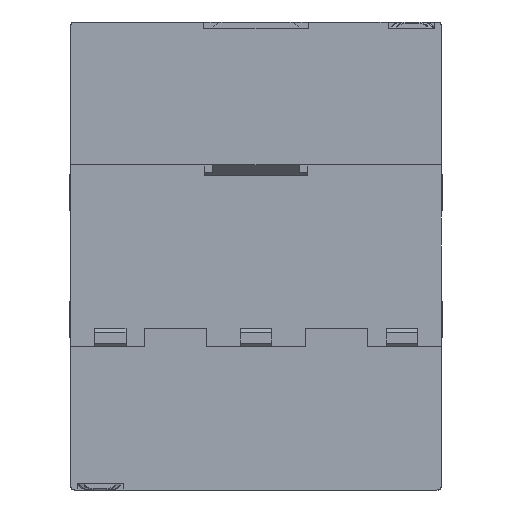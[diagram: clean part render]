
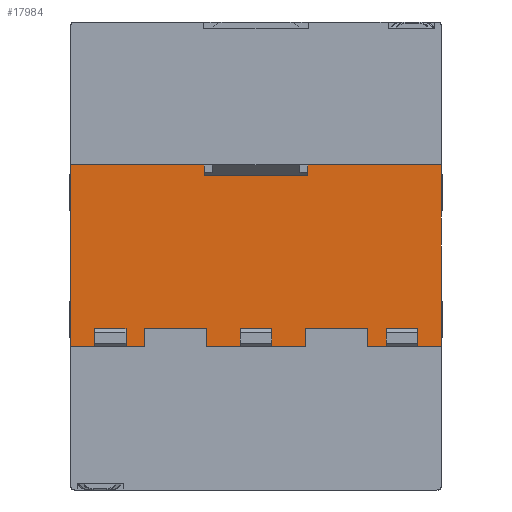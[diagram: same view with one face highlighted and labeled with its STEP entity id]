
A CAD part, front view. The second image highlights one B-rep face of the part: STEP entity #17984.
In plain terms, the highlighted planar face has unit normal (0, -1, 0).
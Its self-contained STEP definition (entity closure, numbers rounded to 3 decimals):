
#1=DIRECTION('',(1.,0.,0.));
#2=VECTOR('',#1,71.2);
#3=CARTESIAN_POINT('',(-35.6,0.,17.5));
#4=LINE('',#3,#2);
#5=DIRECTION('',(-1.,0.,0.));
#6=VECTOR('',#5,4.6);
#7=CARTESIAN_POINT('',(35.6,0.,-17.5));
#8=LINE('',#7,#6);
#9=DIRECTION('',(0.,0.,1.));
#10=VECTOR('',#9,3.5);
#11=CARTESIAN_POINT('',(31.,0.,-17.5));
#12=LINE('',#11,#10);
#13=DIRECTION('',(0.,0.,-1.));
#14=VECTOR('',#13,3.5);
#15=CARTESIAN_POINT('',(25.,0.,-14.));
#16=LINE('',#15,#14);
#17=DIRECTION('',(0.,0.,1.));
#18=VECTOR('',#17,3.5);
#19=CARTESIAN_POINT('',(3.,0.,-17.5));
#20=LINE('',#19,#18);
#21=DIRECTION('',(0.,0.,-1.));
#22=VECTOR('',#21,3.5);
#23=CARTESIAN_POINT('',(-3.,0.,-14.));
#24=LINE('',#23,#22);
#25=DIRECTION('',(0.,0.,1.));
#26=VECTOR('',#25,3.5);
#27=CARTESIAN_POINT('',(-25.,0.,-17.5));
#28=LINE('',#27,#26);
#29=DIRECTION('',(0.,0.,-1.));
#30=VECTOR('',#29,3.5);
#31=CARTESIAN_POINT('',(-31.,0.,-14.));
#32=LINE('',#31,#30);
#33=DIRECTION('',(-1.,0.,0.));
#34=VECTOR('',#33,4.6);
#35=CARTESIAN_POINT('',(-31.,0.,-17.5));
#36=LINE('',#35,#34);
#91=DIRECTION('',(0.,0.,-1.));
#92=VECTOR('',#91,35.);
#93=CARTESIAN_POINT('',(-35.6,0.,17.5));
#94=LINE('',#93,#92);
#875=DIRECTION('',(0.,0.,-1.));
#876=VECTOR('',#875,35.);
#877=CARTESIAN_POINT('',(35.6,0.,17.5));
#878=LINE('',#877,#876);
#12901=DIRECTION('',(1.,0.,0.));
#12902=VECTOR('',#12901,22.);
#12903=CARTESIAN_POINT('',(-25.,0.,-17.5));
#12904=LINE('',#12903,#12902);
#12905=DIRECTION('',(1.,0.,0.));
#12906=VECTOR('',#12905,22.);
#12907=CARTESIAN_POINT('',(3.,0.,-17.5));
#12908=LINE('',#12907,#12906);
#12965=DIRECTION('',(-1.,0.,0.));
#12966=VECTOR('',#12965,6.);
#12967=CARTESIAN_POINT('',(-25.,0.,-14.));
#12968=LINE('',#12967,#12966);
#13005=DIRECTION('',(-1.,0.,0.));
#13006=VECTOR('',#13005,6.);
#13007=CARTESIAN_POINT('',(3.,0.,-14.));
#13008=LINE('',#13007,#13006);
#13045=DIRECTION('',(-1.,0.,0.));
#13046=VECTOR('',#13045,6.);
#13047=CARTESIAN_POINT('',(31.,0.,-14.));
#13048=LINE('',#13047,#13046);
#16002=CARTESIAN_POINT('',(3.,0.,-14.));
#16003=CARTESIAN_POINT('',(-3.,0.,-14.));
#16004=VERTEX_POINT('',#16002);
#16005=VERTEX_POINT('',#16003);
#16010=CARTESIAN_POINT('',(31.,0.,-14.));
#16011=CARTESIAN_POINT('',(25.,0.,-14.));
#16012=VERTEX_POINT('',#16010);
#16013=VERTEX_POINT('',#16011);
#16018=CARTESIAN_POINT('',(-25.,0.,-14.));
#16019=CARTESIAN_POINT('',(-31.,0.,-14.));
#16020=VERTEX_POINT('',#16018);
#16021=VERTEX_POINT('',#16019);
#16843=CARTESIAN_POINT('',(-35.6,0.,17.5));
#16845=VERTEX_POINT('',#16843);
#16846=CARTESIAN_POINT('',(-35.6,0.,-17.5));
#16847=VERTEX_POINT('',#16846);
#16851=CARTESIAN_POINT('',(35.6,0.,17.5));
#16853=VERTEX_POINT('',#16851);
#16854=CARTESIAN_POINT('',(35.6,0.,-17.5));
#16855=VERTEX_POINT('',#16854);
#17148=CARTESIAN_POINT('',(31.,0.,-17.5));
#17149=CARTESIAN_POINT('',(25.,0.,-17.5));
#17150=VERTEX_POINT('',#17148);
#17151=VERTEX_POINT('',#17149);
#17152=CARTESIAN_POINT('',(3.,0.,-17.5));
#17153=CARTESIAN_POINT('',(-3.,0.,-17.5));
#17154=VERTEX_POINT('',#17152);
#17155=VERTEX_POINT('',#17153);
#17156=CARTESIAN_POINT('',(-25.,0.,-17.5));
#17157=CARTESIAN_POINT('',(-31.,0.,-17.5));
#17158=VERTEX_POINT('',#17156);
#17159=VERTEX_POINT('',#17157);
#17945=CARTESIAN_POINT('',(0.,0.,0.));
#17946=DIRECTION('',(0.,1.,0.));
#17947=DIRECTION('',(-1.,0.,0.));
#17948=AXIS2_PLACEMENT_3D('',#17945,#17946,#17947);
#17949=PLANE('',#17948);
#17951=ORIENTED_EDGE('',*,*,#17950,.T.);
#17953=ORIENTED_EDGE('',*,*,#17952,.T.);
#17955=ORIENTED_EDGE('',*,*,#17954,.T.);
#17957=ORIENTED_EDGE('',*,*,#17956,.T.);
#17959=ORIENTED_EDGE('',*,*,#17958,.T.);
#17961=ORIENTED_EDGE('',*,*,#17960,.T.);
#17963=ORIENTED_EDGE('',*,*,#17962,.F.);
#17965=ORIENTED_EDGE('',*,*,#17964,.T.);
#17967=ORIENTED_EDGE('',*,*,#17966,.T.);
#17969=ORIENTED_EDGE('',*,*,#17968,.T.);
#17971=ORIENTED_EDGE('',*,*,#17970,.F.);
#17973=ORIENTED_EDGE('',*,*,#17972,.T.);
#17975=ORIENTED_EDGE('',*,*,#17974,.T.);
#17977=ORIENTED_EDGE('',*,*,#17976,.T.);
#17979=ORIENTED_EDGE('',*,*,#17978,.T.);
#17981=ORIENTED_EDGE('',*,*,#17980,.F.);
#17982=EDGE_LOOP('',(#17951,#17953,#17955,#17957,#17959,#17961,#17963,#17965,
#17967,#17969,#17971,#17973,#17975,#17977,#17979,#17981));
#17983=FACE_OUTER_BOUND('',#17982,.F.);
#17984=ADVANCED_FACE('',(#17983),#17949,.F.);
#17950=EDGE_CURVE('',#16845,#16853,#4,.T.);
#17952=EDGE_CURVE('',#16853,#16855,#878,.T.);
#17954=EDGE_CURVE('',#16855,#17150,#8,.T.);
#17956=EDGE_CURVE('',#17150,#16012,#12,.T.);
#17958=EDGE_CURVE('',#16012,#16013,#13048,.T.);
#17960=EDGE_CURVE('',#16013,#17151,#16,.T.);
#17962=EDGE_CURVE('',#17154,#17151,#12908,.T.);
#17964=EDGE_CURVE('',#17154,#16004,#20,.T.);
#17966=EDGE_CURVE('',#16004,#16005,#13008,.T.);
#17968=EDGE_CURVE('',#16005,#17155,#24,.T.);
#17970=EDGE_CURVE('',#17158,#17155,#12904,.T.);
#17972=EDGE_CURVE('',#17158,#16020,#28,.T.);
#17974=EDGE_CURVE('',#16020,#16021,#12968,.T.);
#17976=EDGE_CURVE('',#16021,#17159,#32,.T.);
#17978=EDGE_CURVE('',#17159,#16847,#36,.T.);
#17980=EDGE_CURVE('',#16845,#16847,#94,.T.);
